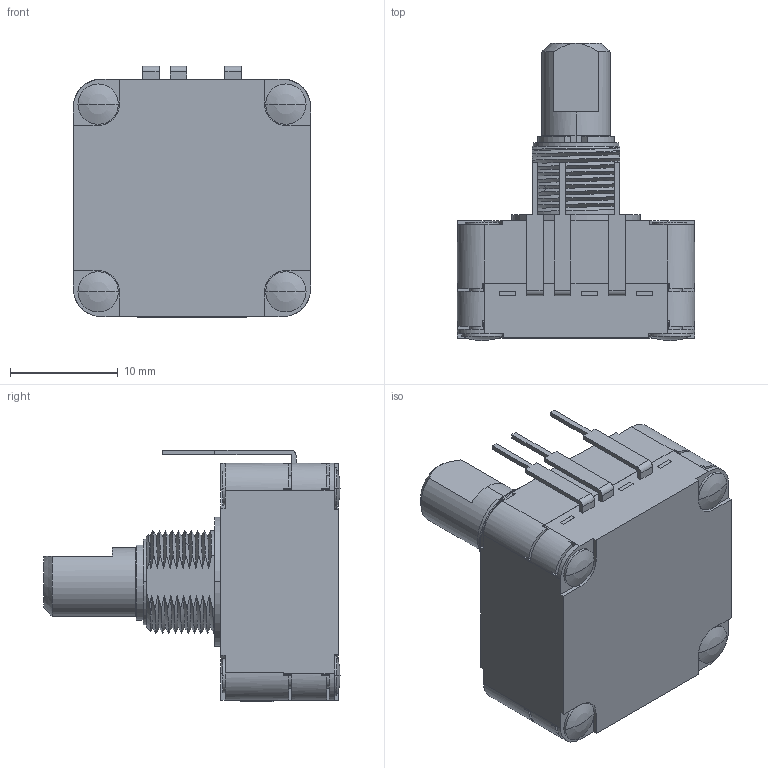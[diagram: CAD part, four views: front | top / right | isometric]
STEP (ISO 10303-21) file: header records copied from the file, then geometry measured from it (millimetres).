
FILE_DESCRIPTION((''),'2;1');
FILE_NAME('25BSFXX-Q-1-XX_SW0001','2009-11-20T',('Administrator'),(''),'PRO/ENGINEER BY PARAMETRIC TECHNOLOGY CORPORATION, 2006200','PRO/ENGINEER BY PARAMETRIC TECHNOLOGY CORPORATION, 2006200','');
FILE_SCHEMA(('CONFIG_CONTROL_DESIGN'));
Length unit declared in the file: inch
Products named in the file (1): 25BSFXX-Q-1-XX_SW0001
Bounding box: 21.97 x 27.51 x 23.3 mm (x, y, z)
Volume: 2871.7 mm3; surface area: 5438.8 mm2
Topology: 1 solids, 1 shells, 536 faces, 1459 edges, 945 vertices
Faces by surface type: plane 331, cylinder 132, bspline 46, cone 19, sphere 8
Entity records: 23113 total; most frequent: CARTESIAN_POINT 6353, ORIENTED_EDGE 2886, DIRECTION 2662, EDGE_CURVE 1443, VERTEX_POINT 945, VECTOR 900, LINE 900, AXIS2_PLACEMENT_3D 881
